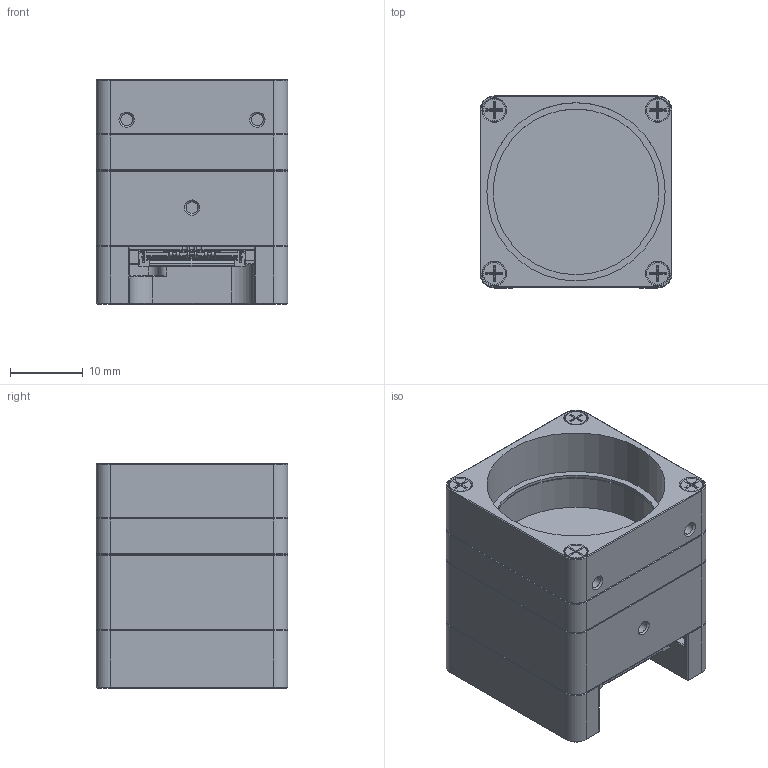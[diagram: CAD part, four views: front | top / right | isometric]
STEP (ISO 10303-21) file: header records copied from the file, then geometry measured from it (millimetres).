
FILE_DESCRIPTION(/* description */ (''),/* implementation_level */ '2;1');
FILE_NAME(/* name */ 'MX023xG-SY-X2G2-FL.stp',/* time_stamp */ '2019-11-16T17:15:09+01:00',/* author */ (''),/* organization */ (''),/* preprocessor_version */ 'ST-DEVELOPER v16',/* originating_system */ 'SIEMENS PLM Software NX 11.0',/* authorisation */ '');
FILE_SCHEMA (('AUTOMOTIVE_DESIGN { 1 0 10303 214 3 1 1 1 }'));
Products named in the file (17): MT-PR-MAIN-PCA-PCIE-FL-5B; MECH-THERM-PAD-10X10X1; SROB-M2x10-CUST ; MECH-LIGHTPIPE-1.63x4.14; MECH-MT-PR-REAR-PCIE; O-RING-FKM-22x1; FLT-BK7(IR650)-AR2X-D25; SROB-M1.6x3-SLOT-STNLS; MT023MG(CG)-PR-SENSOR-PCA; MECH-MT023xG-SY-GASKET; MECH-MT-MID-023-REV4; SROB-M2x14-CUST; MECH-MQ-CS-C; MECH-MQ-FRONT; 00-MT-PR-REAR-PCIE-SUBASSM; 00-MT023xMG(CG)-FRONT-SUBASSM; 00-ASSEMBLY-MX
Assembly tree (26 placements, depth 3):
  00-ASSEMBLY-MX
    00-MT023xMG(CG)-FRONT-SUBASSM
      MECH-MQ-FRONT
      MECH-MQ-CS-C
      SROB-M2x14-CUST  x4
      MECH-MT-MID-023-REV4
      MECH-MT023xG-SY-GASKET
      MT023MG(CG)-PR-SENSOR-PCA
      SROB-M1.6x3-SLOT-STNLS  x2
      FLT-BK7(IR650)-AR2X-D25
      O-RING-FKM-22x1
    00-MT-PR-REAR-PCIE-SUBASSM
      MECH-MT-PR-REAR-PCIE
      MECH-LIGHTPIPE-1.63x4.14  x4
      SROB-M2x10-CUST   x4
      MECH-THERM-PAD-10X10X1
      MT-PR-MAIN-PCA-PCIE-FL-5B
Bounding box: 26.4 x 26.4 x 30.9 mm (x, y, z)
Volume: 10348.4 mm3; surface area: 17087.6 mm2
Topology: 31 solids, 31 shells, 7555 faces, 21455 edges, 14097 vertices
Faces by surface type: plane 5218, cylinder 2089, cone 213, torus 33, extrusion 1, bspline 1
Full cylindrical faces by diameter (mm): 0.9 x4, 1.4 x2, 1.6 x18, 1.8 x4, 1.85 x2, 1.9 x8, 2 x12, 2.1 x4, 3 x10, 3.2 x4, 3.35 x4, 21 x1, 21.6 x1, 22.8 x2, 24.4 x1, 24.541 x1, 25 x1, 25.1 x1
Entity records: 237833 total; most frequent: CARTESIAN_POINT 42301, ORIENTED_EDGE 41452, DIRECTION 39747, EDGE_CURVE 20726, VECTOR 16279, LINE 16278, VERTEX_POINT 13699, AXIS2_PLACEMENT_3D 11734
